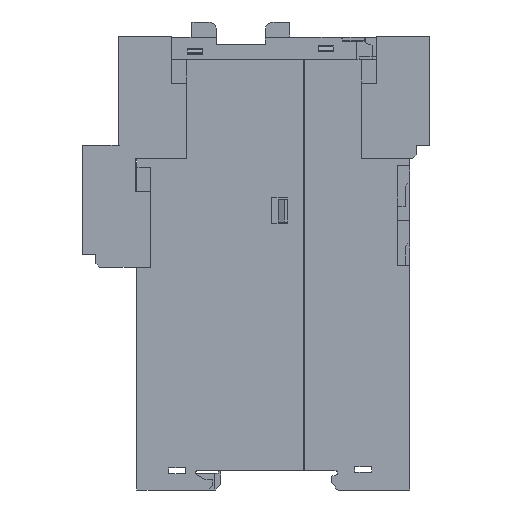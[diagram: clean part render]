
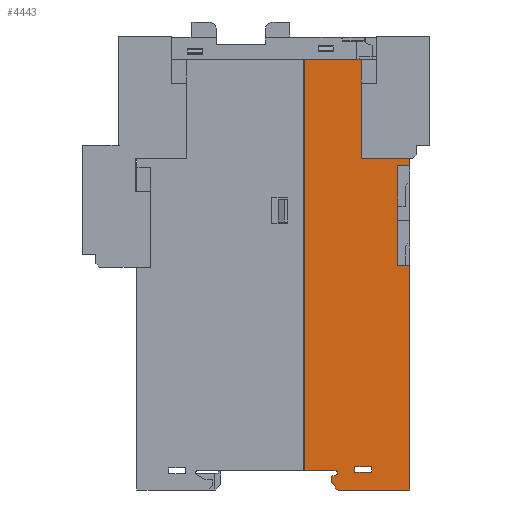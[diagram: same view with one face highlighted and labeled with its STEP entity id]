
A CAD part, left-side view. The second image highlights one B-rep face of the part: STEP entity #4443.
In plain terms, the highlighted planar face has unit normal (-1, 0, 0).
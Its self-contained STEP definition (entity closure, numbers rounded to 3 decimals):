
#4443=ADVANCED_FACE('',(#9922,#9923),#9924,.F.);
#9922=FACE_OUTER_BOUND('',#16427,.T.);
#9923=FACE_BOUND('',#16428,.T.);
#9924=PLANE('',#16429);
#16427=EDGE_LOOP('',(#30596,#30597,#30598,#30599,#30600,#30601,#30602,#30603,#30604,#30605,#30606,#30607,#30608,#30609,#30610,#30611,#30612,#30613,#30614,#30615,#30616,#30617));
#16428=EDGE_LOOP('',(#30618,#30619,#30620,#30621));
#16429=AXIS2_PLACEMENT_3D('',#30622,#30623,#30624);
#30596=ORIENTED_EDGE('',*,*,#43959,.T.);
#30597=ORIENTED_EDGE('',*,*,#41195,.T.);
#30598=ORIENTED_EDGE('',*,*,#44357,.T.);
#30599=ORIENTED_EDGE('',*,*,#44358,.T.);
#30600=ORIENTED_EDGE('',*,*,#44359,.T.);
#30601=ORIENTED_EDGE('',*,*,#44360,.T.);
#30602=ORIENTED_EDGE('',*,*,#44361,.T.);
#30603=ORIENTED_EDGE('',*,*,#44362,.T.);
#30604=ORIENTED_EDGE('',*,*,#44363,.T.);
#30605=ORIENTED_EDGE('',*,*,#44364,.T.);
#30606=ORIENTED_EDGE('',*,*,#44365,.F.);
#30607=ORIENTED_EDGE('',*,*,#44366,.T.);
#30608=ORIENTED_EDGE('',*,*,#44367,.T.);
#30609=ORIENTED_EDGE('',*,*,#44368,.T.);
#30610=ORIENTED_EDGE('',*,*,#44369,.T.);
#30611=ORIENTED_EDGE('',*,*,#44370,.T.);
#30612=ORIENTED_EDGE('',*,*,#44371,.T.);
#30613=ORIENTED_EDGE('',*,*,#44372,.T.);
#30614=ORIENTED_EDGE('',*,*,#44373,.T.);
#30615=ORIENTED_EDGE('',*,*,#44374,.T.);
#30616=ORIENTED_EDGE('',*,*,#44375,.T.);
#30617=ORIENTED_EDGE('',*,*,#44376,.T.);
#30618=ORIENTED_EDGE('',*,*,#44377,.T.);
#30619=ORIENTED_EDGE('',*,*,#44378,.T.);
#30620=ORIENTED_EDGE('',*,*,#44379,.T.);
#30621=ORIENTED_EDGE('',*,*,#44380,.T.);
#30622=CARTESIAN_POINT('',(0.005,62.57,60.03));
#30623=DIRECTION('',(1.0,0.0,0.0));
#30624=DIRECTION('',(0.0,0.0,-1.0));
#41195=EDGE_CURVE('',#50059,#50060,#50061,.T.);
#43959=EDGE_CURVE('',#54209,#50059,#54212,.T.);
#44357=EDGE_CURVE('',#50060,#54776,#54777,.T.);
#44358=EDGE_CURVE('',#54776,#54778,#54779,.T.);
#44359=EDGE_CURVE('',#54778,#54780,#54781,.T.);
#44360=EDGE_CURVE('',#54780,#54782,#54783,.T.);
#44361=EDGE_CURVE('',#54782,#54784,#54785,.T.);
#44362=EDGE_CURVE('',#54784,#54786,#54787,.T.);
#44363=EDGE_CURVE('',#54786,#54788,#54789,.T.);
#44364=EDGE_CURVE('',#54788,#54790,#54791,.T.);
#44365=EDGE_CURVE('',#54792,#54790,#54793,.T.);
#44366=EDGE_CURVE('',#54792,#54794,#54795,.T.);
#44367=EDGE_CURVE('',#54794,#54796,#54797,.T.);
#44368=EDGE_CURVE('',#54796,#54798,#54799,.T.);
#44369=EDGE_CURVE('',#54798,#54800,#54801,.T.);
#44370=EDGE_CURVE('',#54800,#54802,#54803,.T.);
#44371=EDGE_CURVE('',#54802,#54804,#54805,.T.);
#44372=EDGE_CURVE('',#54804,#54806,#54807,.T.);
#44373=EDGE_CURVE('',#54806,#54808,#54809,.T.);
#44374=EDGE_CURVE('',#54808,#54810,#54811,.T.);
#44375=EDGE_CURVE('',#54810,#54812,#54813,.T.);
#44376=EDGE_CURVE('',#54812,#54209,#54814,.T.);
#44377=EDGE_CURVE('',#54815,#54816,#54817,.T.);
#44378=EDGE_CURVE('',#54816,#54818,#54819,.T.);
#44379=EDGE_CURVE('',#54818,#54820,#54821,.T.);
#44380=EDGE_CURVE('',#54820,#54815,#54822,.T.);
#50059=VERTEX_POINT('',#63018);
#50060=VERTEX_POINT('',#63019);
#50061=LINE('',#63020,#63021);
#54209=VERTEX_POINT('',#69187);
#54212=LINE('',#69192,#69193);
#54776=VERTEX_POINT('',#70057);
#54777=LINE('',#70058,#70059);
#54778=VERTEX_POINT('',#70060);
#54779=LINE('',#70061,#70062);
#54780=VERTEX_POINT('',#70063);
#54781=CIRCLE('',#70064,0.3);
#54782=VERTEX_POINT('',#70065);
#54783=LINE('',#70066,#70067);
#54784=VERTEX_POINT('',#70068);
#54785=CIRCLE('',#70069,0.3);
#54786=VERTEX_POINT('',#70070);
#54787=LINE('',#70071,#70072);
#54788=VERTEX_POINT('',#70073);
#54789=LINE('',#70074,#70075);
#54790=VERTEX_POINT('',#70076);
#54791=LINE('',#70077,#70078);
#54792=VERTEX_POINT('',#70079);
#54793=CIRCLE('',#70080,0.5);
#54794=VERTEX_POINT('',#70081);
#54795=LINE('',#70082,#70083);
#54796=VERTEX_POINT('',#70084);
#54797=LINE('',#70085,#70086);
#54798=VERTEX_POINT('',#70087);
#54799=LINE('',#70088,#70089);
#54800=VERTEX_POINT('',#70090);
#54801=LINE('',#70091,#70092);
#54802=VERTEX_POINT('',#70093);
#54803=LINE('',#70094,#70095);
#54804=VERTEX_POINT('',#70096);
#54805=LINE('',#70097,#70098);
#54806=VERTEX_POINT('',#70099);
#54807=LINE('',#70100,#70101);
#54808=VERTEX_POINT('',#70102);
#54809=LINE('',#70103,#70104);
#54810=VERTEX_POINT('',#70105);
#54811=LINE('',#70106,#70107);
#54812=VERTEX_POINT('',#70108);
#54813=LINE('',#70109,#70110);
#54814=LINE('',#70111,#70112);
#54815=VERTEX_POINT('',#70113);
#54816=VERTEX_POINT('',#70114);
#54817=LINE('',#70115,#70116);
#54818=VERTEX_POINT('',#70117);
#54819=LINE('',#70118,#70119);
#54820=VERTEX_POINT('',#70120);
#54821=LINE('',#70121,#70122);
#54822=LINE('',#70123,#70124);
#63018=CARTESIAN_POINT('',(0.005,19.3,114.0));
#63019=CARTESIAN_POINT('',(0.005,33.2,114.0));
#63020=CARTESIAN_POINT('',(0.005,51.865,114.0));
#63021=VECTOR('',#79017,1.0);
#69187=CARTESIAN_POINT('',(0.005,19.3,114.08));
#69192=CARTESIAN_POINT('',(0.005,19.3,88.514));
#69193=VECTOR('',#81460,1.0);
#70057=CARTESIAN_POINT('',(0.005,33.2,5.1));
#70058=CARTESIAN_POINT('',(0.005,33.2,70.065));
#70059=VECTOR('',#81856,1.0);
#70060=CARTESIAN_POINT('',(0.005,24.75,5.1));
#70061=CARTESIAN_POINT('',(0.005,77.95,5.1));
#70062=VECTOR('',#81857,1.0);
#70063=CARTESIAN_POINT('',(0.005,24.45,4.8));
#70064=AXIS2_PLACEMENT_3D('',#81858,#81859,#81860);
#70065=CARTESIAN_POINT('',(0.005,24.45,4.28));
#70066=CARTESIAN_POINT('',(0.005,24.45,4.8));
#70067=VECTOR('',#81861,1.0);
#70068=CARTESIAN_POINT('',(0.005,24.672,3.99));
#70069=AXIS2_PLACEMENT_3D('',#81862,#81863,#81864);
#70070=CARTESIAN_POINT('',(0.005,25.85,3.675));
#70071=CARTESIAN_POINT('',(0.005,24.672,3.99));
#70072=VECTOR('',#81865,1.0);
#70073=CARTESIAN_POINT('',(0.005,25.85,1.999));
#70074=CARTESIAN_POINT('',(0.005,25.85,3.675));
#70075=VECTOR('',#81866,1.0);
#70076=CARTESIAN_POINT('',(0.005,24.599,0.213));
#70077=CARTESIAN_POINT('',(0.005,25.85,1.999));
#70078=VECTOR('',#81867,1.0);
#70079=CARTESIAN_POINT('',(0.005,24.19,0.0));
#70080=AXIS2_PLACEMENT_3D('',#81868,#81869,#81870);
#70081=CARTESIAN_POINT('',(0.005,5.2,0.0));
#70082=CARTESIAN_POINT('',(0.005,24.19,0.0));
#70083=VECTOR('',#81871,1.0);
#70084=CARTESIAN_POINT('',(0.005,5.2,59.5));
#70085=CARTESIAN_POINT('',(0.005,5.2,27.565));
#70086=VECTOR('',#81872,1.0);
#70087=CARTESIAN_POINT('',(0.005,8.45,59.5));
#70088=CARTESIAN_POINT('',(0.005,34.51,59.5));
#70089=VECTOR('',#81873,1.0);
#70090=CARTESIAN_POINT('',(0.005,8.45,85.9));
#70091=CARTESIAN_POINT('',(0.005,8.45,66.365));
#70092=VECTOR('',#81874,1.0);
#70093=CARTESIAN_POINT('',(0.005,5.2,85.9));
#70094=CARTESIAN_POINT('',(0.005,34.51,85.9));
#70095=VECTOR('',#81875,1.0);
#70096=CARTESIAN_POINT('',(0.005,5.2,87.78));
#70097=CARTESIAN_POINT('',(0.005,5.2,27.565));
#70098=VECTOR('',#81876,1.0);
#70099=CARTESIAN_POINT('',(0.005,18.02,87.78));
#70100=CARTESIAN_POINT('',(0.005,4.45,87.78));
#70101=VECTOR('',#81877,1.0);
#70102=CARTESIAN_POINT('',(0.005,18.02,107.82));
#70103=CARTESIAN_POINT('',(0.005,18.02,87.78));
#70104=VECTOR('',#81878,1.0);
#70105=CARTESIAN_POINT('',(0.005,18.0,107.82));
#70106=CARTESIAN_POINT('',(0.005,18.02,107.82));
#70107=VECTOR('',#81879,1.0);
#70108=CARTESIAN_POINT('',(0.005,18.0,114.08));
#70109=CARTESIAN_POINT('',(0.005,18.0,85.465));
#70110=VECTOR('',#81880,1.0);
#70111=CARTESIAN_POINT('',(0.005,14.01,114.08));
#70112=VECTOR('',#81881,1.0);
#70113=CARTESIAN_POINT('',(0.005,15.3,6.2));
#70114=CARTESIAN_POINT('',(0.005,15.3,4.7));
#70115=CARTESIAN_POINT('',(0.005,15.3,32.74));
#70116=VECTOR('',#81882,1.0);
#70117=CARTESIAN_POINT('',(0.005,19.8,4.7));
#70118=CARTESIAN_POINT('',(0.005,40.06,4.7));
#70119=VECTOR('',#81883,1.0);
#70120=CARTESIAN_POINT('',(0.005,19.8,6.2));
#70121=CARTESIAN_POINT('',(0.005,19.8,32.74));
#70122=VECTOR('',#81884,1.0);
#70123=CARTESIAN_POINT('',(0.005,40.06,6.2));
#70124=VECTOR('',#81885,1.0);
#79017=DIRECTION('',(0.0,1.0,0.0));
#81460=DIRECTION('',(0.0,0.0,-1.0));
#81856=DIRECTION('',(0.0,0.0,-1.0));
#81857=DIRECTION('',(0.0,-1.0,0.0));
#81858=CARTESIAN_POINT('',(0.005,24.75,4.8));
#81859=DIRECTION('',(1.0,0.0,0.0));
#81860=DIRECTION('',(0.0,0.,1.));
#81861=DIRECTION('',(0.0,0.0,-1.0));
#81862=CARTESIAN_POINT('',(0.005,24.75,4.28));
#81863=DIRECTION('',(1.0,0.0,0.0));
#81864=DIRECTION('',(0.0,-1.0,0.));
#81865=DIRECTION('',(0.0,0.966,-0.259));
#81866=DIRECTION('',(0.0,0.0,-1.0));
#81867=DIRECTION('',(0.0,-0.574,-0.819));
#81868=CARTESIAN_POINT('',(0.005,24.19,0.5));
#81869=DIRECTION('',(1.0,0.0,0.0));
#81870=DIRECTION('',(0.0,0.,-1.0));
#81871=DIRECTION('',(0.0,-1.0,0.0));
#81872=DIRECTION('',(0.0,0.0,1.0));
#81873=DIRECTION('',(0.0,1.0,0.0));
#81874=DIRECTION('',(0.0,0.0,1.0));
#81875=DIRECTION('',(0.0,-1.0,0.0));
#81876=DIRECTION('',(0.0,0.0,1.0));
#81877=DIRECTION('',(0.0,1.0,0.0));
#81878=DIRECTION('',(0.0,0.0,1.0));
#81879=DIRECTION('',(0.0,-1.0,0.0));
#81880=DIRECTION('',(0.0,0.0,1.0));
#81881=DIRECTION('',(0.0,1.0,0.0));
#81882=DIRECTION('',(0.0,0.0,-1.0));
#81883=DIRECTION('',(0.0,1.0,0.0));
#81884=DIRECTION('',(0.0,0.0,1.0));
#81885=DIRECTION('',(0.0,-1.0,0.0));
